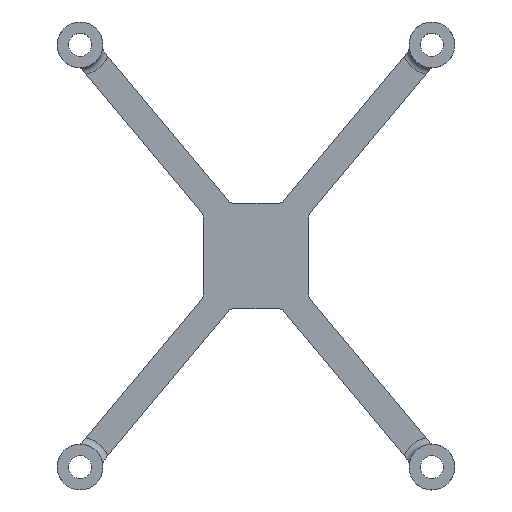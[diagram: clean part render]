
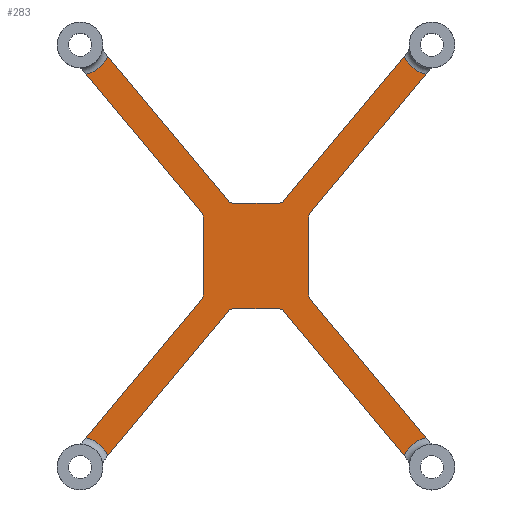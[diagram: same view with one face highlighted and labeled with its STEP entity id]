
A CAD part, top view. The second image highlights one B-rep face of the part: STEP entity #283.
In plain terms, the highlighted planar face has unit normal (0, 0, 1).
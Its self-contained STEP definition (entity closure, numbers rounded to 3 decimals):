
#283=ADVANCED_FACE('',(#679),#681,.T.);
#679=FACE_BOUND('',#680,.T.);
#680=EDGE_LOOP('',(#962,#963,#964,#965,#966,#967,#968,#969,#970,#971,#972,#973,#974,
#975,#976,#977,#978,#979,#980,#981,#982,#983,#984,#985));
#681=PLANE('',#682);
#682=AXIS2_PLACEMENT_3D('',#683,#684,#685);
#683=CARTESIAN_POINT('',(0.,0.,2.));
#684=DIRECTION('',(0.,0.,1.));
#685=DIRECTION('',(1.,0.,0.));
#962=ORIENTED_EDGE('',*,*,#1178,.F.);
#963=ORIENTED_EDGE('',*,*,#1174,.T.);
#964=ORIENTED_EDGE('',*,*,#1179,.F.);
#965=ORIENTED_EDGE('',*,*,#1168,.T.);
#966=ORIENTED_EDGE('',*,*,#1180,.F.);
#967=ORIENTED_EDGE('',*,*,#1166,.T.);
#968=ORIENTED_EDGE('',*,*,#1181,.F.);
#969=ORIENTED_EDGE('',*,*,#1163,.T.);
#970=ORIENTED_EDGE('',*,*,#1182,.F.);
#971=ORIENTED_EDGE('',*,*,#1157,.T.);
#972=ORIENTED_EDGE('',*,*,#1183,.F.);
#973=ORIENTED_EDGE('',*,*,#1155,.T.);
#974=ORIENTED_EDGE('',*,*,#1184,.F.);
#975=ORIENTED_EDGE('',*,*,#1152,.T.);
#976=ORIENTED_EDGE('',*,*,#1185,.F.);
#977=ORIENTED_EDGE('',*,*,#1146,.T.);
#978=ORIENTED_EDGE('',*,*,#1186,.F.);
#979=ORIENTED_EDGE('',*,*,#1144,.T.);
#980=ORIENTED_EDGE('',*,*,#1187,.F.);
#981=ORIENTED_EDGE('',*,*,#1141,.T.);
#982=ORIENTED_EDGE('',*,*,#1188,.F.);
#983=ORIENTED_EDGE('',*,*,#1135,.T.);
#984=ORIENTED_EDGE('',*,*,#1189,.F.);
#985=ORIENTED_EDGE('',*,*,#1176,.T.);
#1135=EDGE_CURVE('',#1316,#1314,#1317,.T.);
#1141=EDGE_CURVE('',#1321,#1325,#1327,.T.);
#1144=EDGE_CURVE('',#1328,#1330,#1332,.T.);
#1146=EDGE_CURVE('',#1335,#1333,#1336,.T.);
#1152=EDGE_CURVE('',#1340,#1344,#1346,.T.);
#1155=EDGE_CURVE('',#1347,#1349,#1351,.T.);
#1157=EDGE_CURVE('',#1354,#1352,#1355,.T.);
#1163=EDGE_CURVE('',#1359,#1363,#1365,.T.);
#1166=EDGE_CURVE('',#1366,#1368,#1370,.T.);
#1168=EDGE_CURVE('',#1373,#1371,#1374,.T.);
#1174=EDGE_CURVE('',#1378,#1382,#1384,.T.);
#1176=EDGE_CURVE('',#1387,#1385,#1388,.T.);
#1178=EDGE_CURVE('',#1378,#1385,#1390,.F.);
#1179=EDGE_CURVE('',#1373,#1382,#1391,.F.);
#1180=EDGE_CURVE('',#1366,#1371,#1392,.F.);
#1181=EDGE_CURVE('',#1359,#1368,#1393,.F.);
#1182=EDGE_CURVE('',#1354,#1363,#1394,.F.);
#1183=EDGE_CURVE('',#1347,#1352,#1395,.F.);
#1184=EDGE_CURVE('',#1340,#1349,#1396,.F.);
#1185=EDGE_CURVE('',#1335,#1344,#1397,.F.);
#1186=EDGE_CURVE('',#1328,#1333,#1398,.F.);
#1187=EDGE_CURVE('',#1321,#1330,#1399,.F.);
#1188=EDGE_CURVE('',#1316,#1325,#1400,.F.);
#1189=EDGE_CURVE('',#1387,#1314,#1401,.F.);
#1314=VERTEX_POINT('',#1686);
#1316=VERTEX_POINT('',#1690);
#1317=LINE('',#1691,#1692);
#1321=VERTEX_POINT('',#1706);
#1325=VERTEX_POINT('',#1714);
#1327=LINE('',#1723,#1724);
#1328=VERTEX_POINT('',#1726);
#1330=VERTEX_POINT('',#1730);
#1332=LINE('',#1734,#1735);
#1333=VERTEX_POINT('',#1737);
#1335=VERTEX_POINT('',#1741);
#1336=LINE('',#1742,#1743);
#1340=VERTEX_POINT('',#1756);
#1344=VERTEX_POINT('',#1764);
#1346=LINE('',#1772,#1773);
#1347=VERTEX_POINT('',#1775);
#1349=VERTEX_POINT('',#1779);
#1351=LINE('',#1783,#1784);
#1352=VERTEX_POINT('',#1786);
#1354=VERTEX_POINT('',#1790);
#1355=LINE('',#1791,#1792);
#1359=VERTEX_POINT('',#1805);
#1363=VERTEX_POINT('',#1813);
#1365=LINE('',#1821,#1822);
#1366=VERTEX_POINT('',#1824);
#1368=VERTEX_POINT('',#1828);
#1370=LINE('',#1832,#1833);
#1371=VERTEX_POINT('',#1835);
#1373=VERTEX_POINT('',#1839);
#1374=LINE('',#1840,#1841);
#1378=VERTEX_POINT('',#1855);
#1382=VERTEX_POINT('',#1863);
#1384=LINE('',#1872,#1873);
#1385=VERTEX_POINT('',#1875);
#1387=VERTEX_POINT('',#1879);
#1388=LINE('',#1880,#1881);
#1390=CIRCLE('',#1886,1.);
#1391=CIRCLE('',#1890,4.25);
#1392=CIRCLE('',#1894,1.);
#1393=CIRCLE('',#1898,1.);
#1394=CIRCLE('',#1902,4.25);
#1395=CIRCLE('',#1906,1.);
#1396=CIRCLE('',#1910,1.);
#1397=CIRCLE('',#1914,4.25);
#1398=CIRCLE('',#1918,1.);
#1399=CIRCLE('',#1922,1.);
#1400=CIRCLE('',#1926,4.25);
#1401=CIRCLE('',#1930,1.);
#1686=CARTESIAN_POINT('',(7.732,-6.154,2.));
#1690=CARTESIAN_POINT('',(24.136,-25.839,2.));
#1691=CARTESIAN_POINT('',(24.136,-25.839,2.));
#1692=VECTOR('',#1693,1.);
#1693=DIRECTION('',(-0.64,0.768,0.));
#1706=CARTESIAN_POINT('',(3.946,-7.86,2.));
#1714=CARTESIAN_POINT('',(21.063,-28.4,2.));
#1723=CARTESIAN_POINT('',(3.946,-7.86,2.));
#1724=VECTOR('',#1725,1.);
#1725=DIRECTION('',(0.64,-0.768,0.));
#1726=CARTESIAN_POINT('',(-3.178,-7.5,2.));
#1730=CARTESIAN_POINT('',(3.178,-7.5,2.));
#1734=CARTESIAN_POINT('',(-3.178,-7.5,2.));
#1735=VECTOR('',#1736,1.);
#1736=DIRECTION('',(1.,0.,0.));
#1737=CARTESIAN_POINT('',(-3.946,-7.86,2.));
#1741=CARTESIAN_POINT('',(-21.063,-28.4,2.));
#1742=CARTESIAN_POINT('',(-21.063,-28.4,2.));
#1743=VECTOR('',#1744,1.);
#1744=DIRECTION('',(0.64,0.768,0.));
#1756=CARTESIAN_POINT('',(-7.732,-6.154,2.));
#1764=CARTESIAN_POINT('',(-24.136,-25.839,2.));
#1772=CARTESIAN_POINT('',(-7.732,-6.154,2.));
#1773=VECTOR('',#1774,1.);
#1774=DIRECTION('',(-0.64,-0.768,0.));
#1775=CARTESIAN_POINT('',(-7.5,5.514,2.));
#1779=CARTESIAN_POINT('',(-7.5,-5.514,2.));
#1783=CARTESIAN_POINT('',(-7.5,5.514,2.));
#1784=VECTOR('',#1785,1.);
#1785=DIRECTION('',(0.,-1.,0.));
#1786=CARTESIAN_POINT('',(-7.732,6.154,2.));
#1790=CARTESIAN_POINT('',(-24.136,25.839,2.));
#1791=CARTESIAN_POINT('',(-24.136,25.839,2.));
#1792=VECTOR('',#1793,1.);
#1793=DIRECTION('',(0.64,-0.768,0.));
#1805=CARTESIAN_POINT('',(-3.946,7.86,2.));
#1813=CARTESIAN_POINT('',(-21.063,28.4,2.));
#1821=CARTESIAN_POINT('',(-3.946,7.86,2.));
#1822=VECTOR('',#1823,1.);
#1823=DIRECTION('',(-0.64,0.768,0.));
#1824=CARTESIAN_POINT('',(3.178,7.5,2.));
#1828=CARTESIAN_POINT('',(-3.178,7.5,2.));
#1832=CARTESIAN_POINT('',(3.178,7.5,2.));
#1833=VECTOR('',#1834,1.);
#1834=DIRECTION('',(-1.,0.,0.));
#1835=CARTESIAN_POINT('',(3.946,7.86,2.));
#1839=CARTESIAN_POINT('',(21.063,28.4,2.));
#1840=CARTESIAN_POINT('',(21.063,28.4,2.));
#1841=VECTOR('',#1842,1.);
#1842=DIRECTION('',(-0.64,-0.768,0.));
#1855=CARTESIAN_POINT('',(7.732,6.154,2.));
#1863=CARTESIAN_POINT('',(24.136,25.839,2.));
#1872=CARTESIAN_POINT('',(7.732,6.154,2.));
#1873=VECTOR('',#1874,1.);
#1874=DIRECTION('',(0.64,0.768,0.));
#1875=CARTESIAN_POINT('',(7.5,5.514,2.));
#1879=CARTESIAN_POINT('',(7.5,-5.514,2.));
#1880=CARTESIAN_POINT('',(7.5,-5.514,2.));
#1881=VECTOR('',#1882,1.);
#1882=DIRECTION('',(0.,1.,0.));
#1886=AXIS2_PLACEMENT_3D('',#1887,#1888,#1889);
#1887=CARTESIAN_POINT('',(8.5,5.514,2.));
#1888=DIRECTION('',(0.,0.,-1.));
#1889=DIRECTION('',(-1.,0.,0.));
#1890=AXIS2_PLACEMENT_3D('',#1891,#1892,#1893);
#1891=CARTESIAN_POINT('',(25.,30.,2.));
#1892=DIRECTION('',(0.,0.,-1.));
#1893=DIRECTION('',(-0.203,-0.979,0.));
#1894=AXIS2_PLACEMENT_3D('',#1895,#1896,#1897);
#1895=CARTESIAN_POINT('',(3.178,8.5,2.));
#1896=DIRECTION('',(0.,0.,-1.));
#1897=DIRECTION('',(0.768,-0.64,0.));
#1898=AXIS2_PLACEMENT_3D('',#1899,#1900,#1901);
#1899=CARTESIAN_POINT('',(-3.178,8.5,2.));
#1900=DIRECTION('',(0.,0.,-1.));
#1901=DIRECTION('',(0.,-1.,0.));
#1902=AXIS2_PLACEMENT_3D('',#1903,#1904,#1905);
#1903=CARTESIAN_POINT('',(-25.,30.,2.));
#1904=DIRECTION('',(0.,0.,-1.));
#1905=DIRECTION('',(0.926,-0.377,0.));
#1906=AXIS2_PLACEMENT_3D('',#1907,#1908,#1909);
#1907=CARTESIAN_POINT('',(-8.5,5.514,2.));
#1908=DIRECTION('',(0.,0.,-1.));
#1909=DIRECTION('',(0.768,0.64,0.));
#1910=AXIS2_PLACEMENT_3D('',#1911,#1912,#1913);
#1911=CARTESIAN_POINT('',(-8.5,-5.514,2.));
#1912=DIRECTION('',(0.,0.,-1.));
#1913=DIRECTION('',(1.,0.,0.));
#1914=AXIS2_PLACEMENT_3D('',#1915,#1916,#1917);
#1915=CARTESIAN_POINT('',(-25.,-30.,2.));
#1916=DIRECTION('',(0.,0.,-1.));
#1917=DIRECTION('',(0.203,0.979,0.));
#1918=AXIS2_PLACEMENT_3D('',#1919,#1920,#1921);
#1919=CARTESIAN_POINT('',(-3.178,-8.5,2.));
#1920=DIRECTION('',(0.,0.,-1.));
#1921=DIRECTION('',(-0.768,0.64,0.));
#1922=AXIS2_PLACEMENT_3D('',#1923,#1924,#1925);
#1923=CARTESIAN_POINT('',(3.178,-8.5,2.));
#1924=DIRECTION('',(0.,0.,-1.));
#1925=DIRECTION('',(0.,1.,0.));
#1926=AXIS2_PLACEMENT_3D('',#1927,#1928,#1929);
#1927=CARTESIAN_POINT('',(25.,-30.,2.));
#1928=DIRECTION('',(0.,0.,-1.));
#1929=DIRECTION('',(-0.926,0.377,0.));
#1930=AXIS2_PLACEMENT_3D('',#1931,#1932,#1933);
#1931=CARTESIAN_POINT('',(8.5,-5.514,2.));
#1932=DIRECTION('',(0.,0.,-1.));
#1933=DIRECTION('',(-0.768,-0.64,0.));
